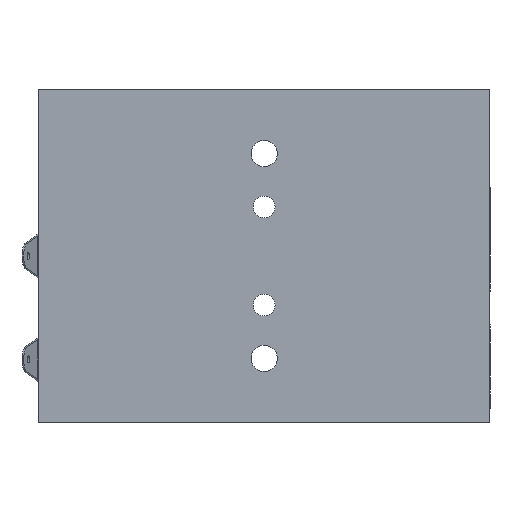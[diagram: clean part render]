
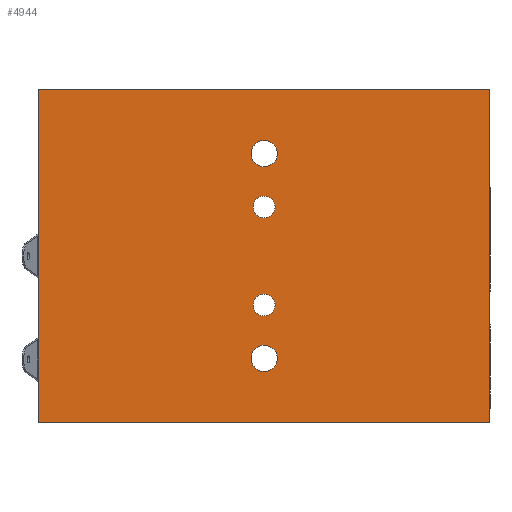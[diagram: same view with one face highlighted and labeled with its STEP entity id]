
A CAD part, front view. The second image highlights one B-rep face of the part: STEP entity #4944.
In plain terms, the highlighted planar face has unit normal (0, -1, 0).
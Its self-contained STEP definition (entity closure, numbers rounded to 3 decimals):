
#396 = CARTESIAN_POINT ( 'NONE',  ( 0., 0., 19.28 ) ) ;
#484 = CARTESIAN_POINT ( 'NONE',  ( 0., 0., 25.63 ) ) ;
#655 = ORIENTED_EDGE ( 'NONE', *, *, #9024, .T. ) ;
#714 = DIRECTION ( 'NONE',  ( 0., 0., 1. ) ) ;
#760 = CARTESIAN_POINT ( 'NONE',  ( 0., 0., 6.86 ) ) ;
#769 = CARTESIAN_POINT ( 'NONE',  ( 25.75, 0., 0. ) ) ;
#852 = CIRCLE ( 'NONE', #10767, 1.5 ) ;
#1011 = VERTEX_POINT ( 'NONE', #15074 ) ;
#1030 = DIRECTION ( 'NONE',  ( 0., 1., 0. ) ) ;
#1089 = CARTESIAN_POINT ( 'NONE',  ( 0., 0., 16.8 ) ) ;
#1110 = CIRCLE ( 'NONE', #5897, 1.5 ) ;
#1185 = VERTEX_POINT ( 'NONE', #14413 ) ;
#1362 = CIRCLE ( 'NONE', #16924, 1.24 ) ;
#1552 = ORIENTED_EDGE ( 'NONE', *, *, #10433, .T. ) ;
#1852 = EDGE_CURVE ( 'NONE', #2385, #8933, #852, .T. ) ;
#2252 = VECTOR ( 'NONE', #12639, 1000. ) ;
#2385 = VERTEX_POINT ( 'NONE', #11711 ) ;
#2443 = ORIENTED_EDGE ( 'NONE', *, *, #8632, .T. ) ;
#2921 = EDGE_LOOP ( 'NONE', ( #1552, #13587 ) ) ;
#2994 = DIRECTION ( 'NONE',  ( 0., 0., 1. ) ) ;
#3053 = DIRECTION ( 'NONE',  ( 1., 0., 0. ) ) ;
#3169 = ORIENTED_EDGE ( 'NONE', *, *, #14060, .T. ) ;
#3369 = EDGE_LOOP ( 'NONE', ( #15010, #655 ) ) ;
#3490 = ORIENTED_EDGE ( 'NONE', *, *, #16625, .F. ) ;
#3577 = VECTOR ( 'NONE', #11705, 1000. ) ;
#3665 = VERTEX_POINT ( 'NONE', #8140 ) ;
#3732 = DIRECTION ( 'NONE',  ( 0., 1., 0. ) ) ;
#3770 = VERTEX_POINT ( 'NONE', #8476 ) ;
#3908 = CIRCLE ( 'NONE', #7510, 1.5 ) ;
#4152 = EDGE_CURVE ( 'NONE', #5417, #3770, #4441, .T. ) ;
#4353 = VERTEX_POINT ( 'NONE', #396 ) ;
#4430 = CARTESIAN_POINT ( 'NONE',  ( 0., 0., 6.86 ) ) ;
#4441 = LINE ( 'NONE', #12712, #2252 ) ;
#4504 = CARTESIAN_POINT ( 'NONE',  ( 0., 0., 0.77 ) ) ;
#4944 = ADVANCED_FACE ( 'NONE', ( #5880, #17867, #11498, #12727, #17383 ), #8135, .F. ) ;
#5025 = LINE ( 'NONE', #12404, #11894 ) ;
#5389 = DIRECTION ( 'NONE',  ( 0., 0., 1. ) ) ;
#5417 = VERTEX_POINT ( 'NONE', #12396 ) ;
#5595 = ORIENTED_EDGE ( 'NONE', *, *, #16883, .T. ) ;
#5880 = FACE_BOUND ( 'NONE', #9117, .T. ) ;
#5897 = AXIS2_PLACEMENT_3D ( 'NONE', #13211, #14768, #5389 ) ;
#6001 = DIRECTION ( 'NONE',  ( 0., 1., 0. ) ) ;
#6109 = DIRECTION ( 'NONE',  ( 0., 1., 0. ) ) ;
#6823 = CIRCLE ( 'NONE', #7392, 1.24 ) ;
#6861 = DIRECTION ( 'NONE',  ( 0., 0., 1. ) ) ;
#6919 = DIRECTION ( 'NONE',  ( 0., 1., 0. ) ) ;
#7102 = DIRECTION ( 'NONE',  ( 0., 0., 1. ) ) ;
#7392 = AXIS2_PLACEMENT_3D ( 'NONE', #4430, #6001, #17034 ) ;
#7424 = CIRCLE ( 'NONE', #19241, 1.5 ) ;
#7510 = AXIS2_PLACEMENT_3D ( 'NONE', #4504, #9070, #9203 ) ;
#7527 = AXIS2_PLACEMENT_3D ( 'NONE', #14788, #6919, #714 ) ;
#7598 = EDGE_LOOP ( 'NONE', ( #16650, #3169 ) ) ;
#7726 = LINE ( 'NONE', #769, #3577 ) ;
#8135 = PLANE ( 'NONE',  #7527 ) ;
#8140 = CARTESIAN_POINT ( 'NONE',  ( 0., 0., 5.62 ) ) ;
#8172 = EDGE_CURVE ( 'NONE', #5417, #1185, #8942, .T. ) ;
#8476 = CARTESIAN_POINT ( 'NONE',  ( 25.75, 0., 31.45 ) ) ;
#8517 = AXIS2_PLACEMENT_3D ( 'NONE', #18208, #1030, #11969 ) ;
#8632 = EDGE_CURVE ( 'NONE', #1185, #16790, #5025, .T. ) ;
#8933 = VERTEX_POINT ( 'NONE', #484 ) ;
#8942 = LINE ( 'NONE', #13830, #12637 ) ;
#8943 = ORIENTED_EDGE ( 'NONE', *, *, #4152, .F. ) ;
#9024 = EDGE_CURVE ( 'NONE', #3665, #10254, #1362, .T. ) ;
#9070 = DIRECTION ( 'NONE',  ( 0., 1., 0. ) ) ;
#9117 = EDGE_LOOP ( 'NONE', ( #15888, #5595 ) ) ;
#9203 = DIRECTION ( 'NONE',  ( 0., 0., 1. ) ) ;
#9610 = CIRCLE ( 'NONE', #8517, 1.24 ) ;
#9997 = CARTESIAN_POINT ( 'NONE',  ( 0., 0., 24.13 ) ) ;
#10254 = VERTEX_POINT ( 'NONE', #12072 ) ;
#10433 = EDGE_CURVE ( 'NONE', #8933, #2385, #1110, .T. ) ;
#10658 = CIRCLE ( 'NONE', #12407, 1.24 ) ;
#10737 = CARTESIAN_POINT ( 'NONE',  ( 0., 0., 18.04 ) ) ;
#10767 = AXIS2_PLACEMENT_3D ( 'NONE', #9997, #3732, #6861 ) ;
#10929 = DIRECTION ( 'NONE',  ( 0., 1., 0. ) ) ;
#11335 = EDGE_CURVE ( 'NONE', #4353, #14184, #9610, .T. ) ;
#11498 = FACE_BOUND ( 'NONE', #2921, .T. ) ;
#11705 = DIRECTION ( 'NONE',  ( 0., 0., -1. ) ) ;
#11711 = CARTESIAN_POINT ( 'NONE',  ( 0., 0., 22.63 ) ) ;
#11894 = VECTOR ( 'NONE', #3053, 1000. ) ;
#11969 = DIRECTION ( 'NONE',  ( 0., 0., 1. ) ) ;
#12072 = CARTESIAN_POINT ( 'NONE',  ( 0., 0., 8.1 ) ) ;
#12396 = CARTESIAN_POINT ( 'NONE',  ( -25.75, 0., 31.45 ) ) ;
#12404 = CARTESIAN_POINT ( 'NONE',  ( 0., 0., -6.55 ) ) ;
#12407 = AXIS2_PLACEMENT_3D ( 'NONE', #10737, #10929, #12521 ) ;
#12521 = DIRECTION ( 'NONE',  ( 0., 0., 1. ) ) ;
#12637 = VECTOR ( 'NONE', #20294, 1000. ) ;
#12639 = DIRECTION ( 'NONE',  ( 1., 0., 0. ) ) ;
#12712 = CARTESIAN_POINT ( 'NONE',  ( 0., 0., 31.45 ) ) ;
#12727 = FACE_BOUND ( 'NONE', #7598, .T. ) ;
#13211 = CARTESIAN_POINT ( 'NONE',  ( 0., 0., 24.13 ) ) ;
#13250 = ORIENTED_EDGE ( 'NONE', *, *, #8172, .T. ) ;
#13587 = ORIENTED_EDGE ( 'NONE', *, *, #1852, .T. ) ;
#13830 = CARTESIAN_POINT ( 'NONE',  ( -25.75, 0., 0. ) ) ;
#13869 = EDGE_LOOP ( 'NONE', ( #3490, #8943, #13250, #2443 ) ) ;
#13961 = CARTESIAN_POINT ( 'NONE',  ( 0., 0., 0.77 ) ) ;
#14060 = EDGE_CURVE ( 'NONE', #15727, #1011, #3908, .T. ) ;
#14184 = VERTEX_POINT ( 'NONE', #1089 ) ;
#14413 = CARTESIAN_POINT ( 'NONE',  ( -25.75, 0., -6.55 ) ) ;
#14525 = EDGE_CURVE ( 'NONE', #10254, #3665, #6823, .T. ) ;
#14768 = DIRECTION ( 'NONE',  ( 0., 1., 0. ) ) ;
#14788 = CARTESIAN_POINT ( 'NONE',  ( 0., 0., 0. ) ) ;
#15010 = ORIENTED_EDGE ( 'NONE', *, *, #14525, .T. ) ;
#15074 = CARTESIAN_POINT ( 'NONE',  ( 0., 0., 2.27 ) ) ;
#15445 = CARTESIAN_POINT ( 'NONE',  ( 0., 0., -0.73 ) ) ;
#15727 = VERTEX_POINT ( 'NONE', #15445 ) ;
#15888 = ORIENTED_EDGE ( 'NONE', *, *, #11335, .T. ) ;
#16625 = EDGE_CURVE ( 'NONE', #3770, #16790, #7726, .T. ) ;
#16650 = ORIENTED_EDGE ( 'NONE', *, *, #18432, .T. ) ;
#16790 = VERTEX_POINT ( 'NONE', #16926 ) ;
#16883 = EDGE_CURVE ( 'NONE', #14184, #4353, #10658, .T. ) ;
#16924 = AXIS2_PLACEMENT_3D ( 'NONE', #760, #17924, #7102 ) ;
#16926 = CARTESIAN_POINT ( 'NONE',  ( 25.75, 0., -6.55 ) ) ;
#17034 = DIRECTION ( 'NONE',  ( 0., 0., 1. ) ) ;
#17383 = FACE_OUTER_BOUND ( 'NONE', #13869, .T. ) ;
#17867 = FACE_BOUND ( 'NONE', #3369, .T. ) ;
#17924 = DIRECTION ( 'NONE',  ( 0., 1., 0. ) ) ;
#18208 = CARTESIAN_POINT ( 'NONE',  ( 0., 0., 18.04 ) ) ;
#18432 = EDGE_CURVE ( 'NONE', #1011, #15727, #7424, .T. ) ;
#19241 = AXIS2_PLACEMENT_3D ( 'NONE', #13961, #6109, #2994 ) ;
#20294 = DIRECTION ( 'NONE',  ( 0., 0., -1. ) ) ;
